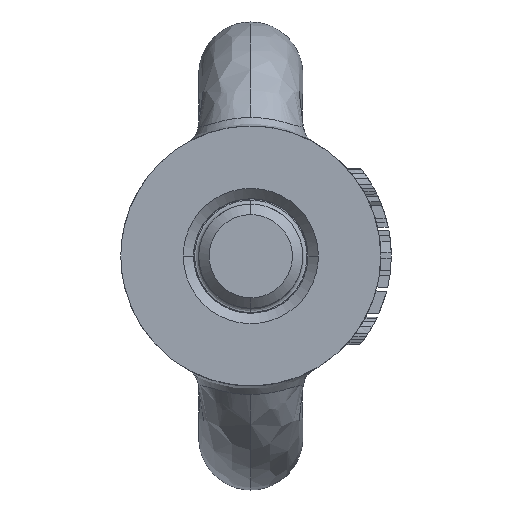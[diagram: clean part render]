
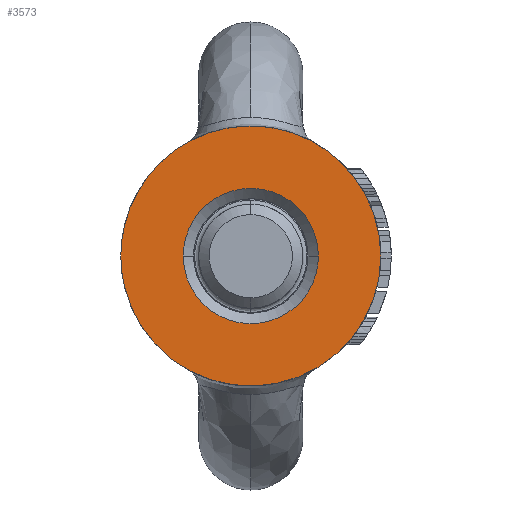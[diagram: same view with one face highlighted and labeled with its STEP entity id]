
A CAD part, front view. The second image highlights one B-rep face of the part: STEP entity #3573.
In plain terms, the highlighted free-form (B-spline) face has degree [1, 1] with [2, 2] control points.
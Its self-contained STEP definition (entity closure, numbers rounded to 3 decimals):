
#1199 = VERTEX_POINT('',#1200);
#1200 = CARTESIAN_POINT('',(15.809,1.649,
    0.));
#1403 = VERTEX_POINT('',#1404);
#1404 = CARTESIAN_POINT('',(-15.809,1.649,
    0.));
#1409 = EDGE_CURVE('',#1199,#1403,#1410,.T.);
#1410 = ( BOUNDED_CURVE() B_SPLINE_CURVE(2,(#1411,#1412,#1413,#1414,
#1415),.UNSPECIFIED.,.F.,.F.) B_SPLINE_CURVE_WITH_KNOTS((3,2,3),(
    1.571,3.142,4.712),
.PIECEWISE_BEZIER_KNOTS.) CURVE() GEOMETRIC_REPRESENTATION_ITEM() 
RATIONAL_B_SPLINE_CURVE((1.,0.707,1.,0.707,1.)) 
REPRESENTATION_ITEM('') );
#1411 = CARTESIAN_POINT('',(15.809,1.649,
    0.));
#1412 = CARTESIAN_POINT('',(15.809,1.649,
    15.809));
#1413 = CARTESIAN_POINT('',(0.,1.649,
    15.809));
#1414 = CARTESIAN_POINT('',(-15.809,1.649,
    15.809));
#1415 = CARTESIAN_POINT('',(-15.809,1.649,
    0.));
#2454 = EDGE_CURVE('',#1199,#1403,#2455,.T.);
#2455 = B_SPLINE_CURVE_WITH_KNOTS('',5,(#2456,#2457,#2458,#2459,#2460,
    #2461,#2462,#2463,#2464,#2465,#2466,#2467,#2468,#2469,#2470),
  .UNSPECIFIED.,.F.,.F.,(6,3,3,3,6),(-19.635,-9.817,0.,
    9.817,19.635),.UNSPECIFIED.);
#2456 = CARTESIAN_POINT('',(15.809,1.649,
    0.));
#2457 = CARTESIAN_POINT('',(15.809,1.649,
    -2.483));
#2458 = CARTESIAN_POINT('',(15.321,1.649,
    -4.966));
#2459 = CARTESIAN_POINT('',(14.345,1.649,
    -7.322));
#2460 = CARTESIAN_POINT('',(11.523,1.649,
    -11.523));
#2461 = CARTESIAN_POINT('',(7.322,1.649,
    -14.345));
#2462 = CARTESIAN_POINT('',(4.966,1.649,
    -15.321));
#2463 = CARTESIAN_POINT('',(0.,1.649,
    -16.296));
#2464 = CARTESIAN_POINT('',(-4.966,1.649,
    -15.321));
#2465 = CARTESIAN_POINT('',(-7.322,1.649,
    -14.345));
#2466 = CARTESIAN_POINT('',(-11.523,1.649,
    -11.523));
#2467 = CARTESIAN_POINT('',(-14.345,1.649,
    -7.322));
#2468 = CARTESIAN_POINT('',(-15.321,1.649,
    -4.966));
#2469 = CARTESIAN_POINT('',(-15.809,1.649,
    -2.483));
#2470 = CARTESIAN_POINT('',(-15.809,1.649,
    0.));
#3573 = ADVANCED_FACE('',(#3574,#3578),#3638,.F.);
#3574 = FACE_BOUND('',#3575,.T.);
#3575 = EDGE_LOOP('',(#3576,#3577));
#3576 = ORIENTED_EDGE('',*,*,#2454,.F.);
#3577 = ORIENTED_EDGE('',*,*,#1409,.T.);
#3578 = FACE_BOUND('',#3579,.T.);
#3579 = EDGE_LOOP('',(#3580,#3611));
#3580 = ORIENTED_EDGE('',*,*,#3581,.F.);
#3581 = EDGE_CURVE('',#3582,#3584,#3586,.T.);
#3582 = VERTEX_POINT('',#3583);
#3583 = CARTESIAN_POINT('',(8.22,1.649,
    0.));
#3584 = VERTEX_POINT('',#3585);
#3585 = CARTESIAN_POINT('',(-8.22,1.649,
    0.));
#3586 = B_SPLINE_CURVE_WITH_KNOTS('',5,(#3587,#3588,#3589,#3590,#3591,
    #3592,#3593,#3594,#3595,#3596,#3597,#3598,#3599,#3600,#3601,#3602,
    #3603,#3604,#3605,#3606,#3607,#3608,#3609,#3610),.UNSPECIFIED.,.F.,
  .F.,(6,3,3,3,3,3,3,6),(0.,4.416,8.832,13.248,
    17.663,22.079,26.495,28.878),
  .UNSPECIFIED.);
#3587 = CARTESIAN_POINT('',(8.22,1.649,
    0.));
#3588 = CARTESIAN_POINT('',(8.22,1.649,0.79
    ));
#3589 = CARTESIAN_POINT('',(8.126,1.649,1.58
    ));
#3590 = CARTESIAN_POINT('',(7.936,1.649,2.354
    ));
#3591 = CARTESIAN_POINT('',(7.374,1.649,3.843
    ));
#3592 = CARTESIAN_POINT('',(6.476,1.649,5.156
    ));
#3593 = CARTESIAN_POINT('',(5.95,1.649,5.755)
  );
#3594 = CARTESIAN_POINT('',(4.764,1.649,6.815
    ));
#3595 = CARTESIAN_POINT('',(3.36,1.649,7.565
    ));
#3596 = CARTESIAN_POINT('',(2.617,1.649,7.853
    ));
#3597 = CARTESIAN_POINT('',(1.075,1.649,8.246
    ));
#3598 = CARTESIAN_POINT('',(-0.516,1.649,
    8.262));
#3599 = CARTESIAN_POINT('',(-1.309,1.649,
    8.174));
#3600 = CARTESIAN_POINT('',(-2.857,1.649,
    7.809));
#3601 = CARTESIAN_POINT('',(-4.275,1.649,
    7.088));
#3602 = CARTESIAN_POINT('',(-4.938,1.649,
    6.644));
#3603 = CARTESIAN_POINT('',(-6.142,1.649,
    5.605));
#3604 = CARTESIAN_POINT('',(-7.067,1.649,
    4.31));
#3605 = CARTESIAN_POINT('',(-7.449,1.649,
    3.61));
#3606 = CARTESIAN_POINT('',(-7.902,1.649,
    2.472));
#3607 = CARTESIAN_POINT('',(-8.138,1.649,
    1.276));
#3608 = CARTESIAN_POINT('',(-8.193,1.649,
    0.853));
#3609 = CARTESIAN_POINT('',(-8.22,1.649,
    0.426));
#3610 = CARTESIAN_POINT('',(-8.22,1.649,
    0.));
#3611 = ORIENTED_EDGE('',*,*,#3612,.F.);
#3612 = EDGE_CURVE('',#3584,#3582,#3613,.T.);
#3613 = B_SPLINE_CURVE_WITH_KNOTS('',5,(#3614,#3615,#3616,#3617,#3618,
    #3619,#3620,#3621,#3622,#3623,#3624,#3625,#3626,#3627,#3628,#3629,
    #3630,#3631,#3632,#3633,#3634,#3635,#3636,#3637),.UNSPECIFIED.,.F.,
  .F.,(6,3,3,3,3,3,3,6),(0.,4.416,8.832,13.248,
    17.663,22.079,26.495,28.878),
  .UNSPECIFIED.);
#3614 = CARTESIAN_POINT('',(-8.22,1.649,
    0.));
#3615 = CARTESIAN_POINT('',(-8.22,1.649,
    -0.79));
#3616 = CARTESIAN_POINT('',(-8.126,1.649,-1.58
    ));
#3617 = CARTESIAN_POINT('',(-7.936,1.649,
    -2.354));
#3618 = CARTESIAN_POINT('',(-7.374,1.649,
    -3.843));
#3619 = CARTESIAN_POINT('',(-6.476,1.649,
    -5.156));
#3620 = CARTESIAN_POINT('',(-5.95,1.649,
    -5.755));
#3621 = CARTESIAN_POINT('',(-4.764,1.649,
    -6.815));
#3622 = CARTESIAN_POINT('',(-3.36,1.649,
    -7.565));
#3623 = CARTESIAN_POINT('',(-2.617,1.649,
    -7.853));
#3624 = CARTESIAN_POINT('',(-1.075,1.649,
    -8.246));
#3625 = CARTESIAN_POINT('',(0.516,1.649,
    -8.262));
#3626 = CARTESIAN_POINT('',(1.309,1.649,
    -8.174));
#3627 = CARTESIAN_POINT('',(2.857,1.649,
    -7.809));
#3628 = CARTESIAN_POINT('',(4.275,1.649,
    -7.088));
#3629 = CARTESIAN_POINT('',(4.938,1.649,
    -6.644));
#3630 = CARTESIAN_POINT('',(6.142,1.649,
    -5.605));
#3631 = CARTESIAN_POINT('',(7.067,1.649,
    -4.31));
#3632 = CARTESIAN_POINT('',(7.449,1.649,
    -3.61));
#3633 = CARTESIAN_POINT('',(7.902,1.649,
    -2.472));
#3634 = CARTESIAN_POINT('',(8.138,1.649,
    -1.276));
#3635 = CARTESIAN_POINT('',(8.193,1.649,
    -0.853));
#3636 = CARTESIAN_POINT('',(8.22,1.649,
    -0.426));
#3637 = CARTESIAN_POINT('',(8.22,1.649,0.));
#3638 = B_SPLINE_SURFACE_WITH_KNOTS('',1,1,(
    (#3639,#3640)
    ,(#3641,#3642
    )),.UNSPECIFIED.,.F.,.F.,.F.,(2,2),(2,2),(-12.5,12.5),(-12.5,
    12.886),.PIECEWISE_BEZIER_KNOTS.);
#3639 = CARTESIAN_POINT('',(-15.809,1.649,
    15.809));
#3640 = CARTESIAN_POINT('',(-15.809,1.649,
    -16.296));
#3641 = CARTESIAN_POINT('',(15.809,1.649,
    15.809));
#3642 = CARTESIAN_POINT('',(15.809,1.649,
    -16.296));
